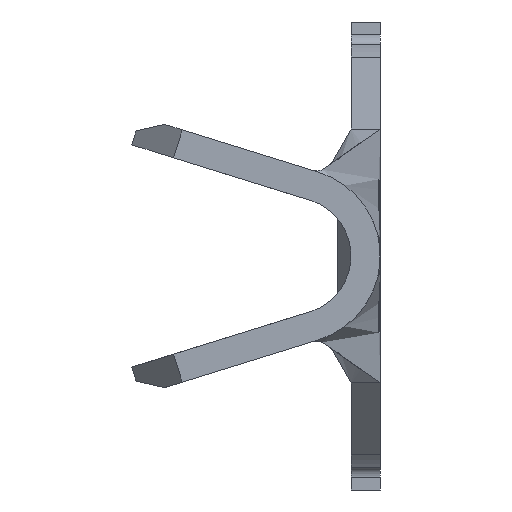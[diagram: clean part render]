
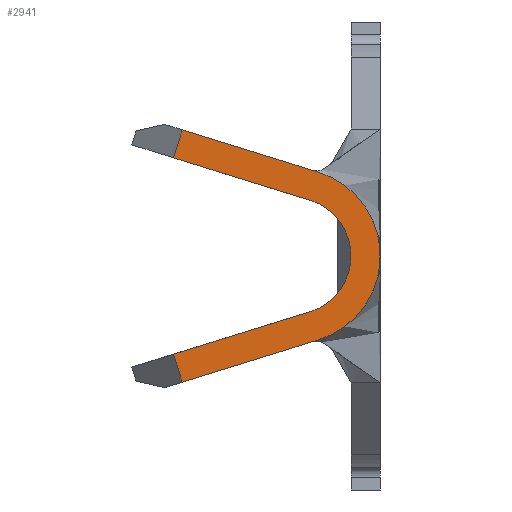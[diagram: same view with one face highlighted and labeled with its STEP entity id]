
A CAD part, left-side view. The second image highlights one B-rep face of the part: STEP entity #2941.
In plain terms, the highlighted planar face has unit normal (-1, 0, 0).
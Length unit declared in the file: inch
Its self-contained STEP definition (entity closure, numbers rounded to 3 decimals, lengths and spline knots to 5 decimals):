
#29 = EDGE_CURVE ( 'NONE', #2088, #202, #4010, .T. ) ;
#63 = EDGE_CURVE ( 'NONE', #3366, #2867, #5195, .T. ) ;
#202 = VERTEX_POINT ( 'NONE', #343 ) ;
#283 = LINE ( 'NONE', #788, #4887 ) ;
#293 = CARTESIAN_POINT ( 'NONE',  ( -0.365, 0.04221, 0.0573 ) ) ;
#340 = ORIENTED_EDGE ( 'NONE', *, *, #5714, .T. ) ;
#343 = CARTESIAN_POINT ( 'NONE',  ( -0.365, 0.14135, 0.06714 ) ) ;
#429 = LINE ( 'NONE', #1191, #2819 ) ;
#451 = AXIS2_PLACEMENT_3D ( 'NONE', #4431, #1761, #4868 ) ;
#471 = ORIENTED_EDGE ( 'NONE', *, *, #63, .F. ) ;
#658 = VERTEX_POINT ( 'NONE', #2451 ) ;
#788 = CARTESIAN_POINT ( 'NONE',  ( -0.365, 0.04814, -0.0382 ) ) ;
#854 = PLANE ( 'NONE',  #451 ) ;
#882 = DIRECTION ( 'NONE',  ( 0., 0.955, -0.297 ) ) ;
#909 = EDGE_CURVE ( 'NONE', #5676, #658, #283, .T. ) ;
#922 = AXIS2_PLACEMENT_3D ( 'NONE', #1911, #5029, #2344 ) ;
#1191 = CARTESIAN_POINT ( 'NONE',  ( -0.365, 0.13838, -0.07669 ) ) ;
#1253 = ORIENTED_EDGE ( 'NONE', *, *, #3585, .F. ) ;
#1280 = CARTESIAN_POINT ( 'NONE',  ( -0.365, 0.04814, 0.0382 ) ) ;
#1391 = ORIENTED_EDGE ( 'NONE', *, *, #1576, .F. ) ;
#1518 = CARTESIAN_POINT ( 'NONE',  ( -0.365, 0.06, 0. ) ) ;
#1530 = ORIENTED_EDGE ( 'NONE', *, *, #3561, .F. ) ;
#1576 = EDGE_CURVE ( 'NONE', #3641, #3366, #4879, .T. ) ;
#1617 = VECTOR ( 'NONE', #3753, 39.37008 ) ;
#1668 = CARTESIAN_POINT ( 'NONE',  ( -0.365, 0.13542, -0.08624 ) ) ;
#1761 = DIRECTION ( 'NONE',  ( 1., 0., 0. ) ) ;
#1911 = CARTESIAN_POINT ( 'NONE',  ( -0.365, 0.06, 0. ) ) ;
#1958 = LINE ( 'NONE', #293, #3137 ) ;
#1963 = DIRECTION ( 'NONE',  ( 0., 0., -1. ) ) ;
#2000 = CARTESIAN_POINT ( 'NONE',  ( -0.365, 0.04221, 0.0573 ) ) ;
#2088 = VERTEX_POINT ( 'NONE', #2254 ) ;
#2254 = CARTESIAN_POINT ( 'NONE',  ( -0.365, 0.13542, 0.08624 ) ) ;
#2344 = DIRECTION ( 'NONE',  ( 0., 0., -1. ) ) ;
#2442 = AXIS2_PLACEMENT_3D ( 'NONE', #1518, #4643, #1963 ) ;
#2451 = CARTESIAN_POINT ( 'NONE',  ( -0.365, 0.04814, -0.0382 ) ) ;
#2496 = CARTESIAN_POINT ( 'NONE',  ( -0.365, 0.14135, -0.06714 ) ) ;
#2516 = FACE_OUTER_BOUND ( 'NONE', #4452, .T. ) ;
#2554 = ORIENTED_EDGE ( 'NONE', *, *, #3802, .F. ) ;
#2601 = ORIENTED_EDGE ( 'NONE', *, *, #29, .T. ) ;
#2797 = CARTESIAN_POINT ( 'NONE',  ( -0.365, 0.04814, 0.0382 ) ) ;
#2807 = VECTOR ( 'NONE', #3570, 39.37008 ) ;
#2819 = VECTOR ( 'NONE', #4312, 39.37008 ) ;
#2867 = VERTEX_POINT ( 'NONE', #1668 ) ;
#2941 = ADVANCED_FACE ( 'NONE', ( #2516 ), #854, .F. ) ;
#2942 = LINE ( 'NONE', #2797, #1617 ) ;
#3137 = VECTOR ( 'NONE', #3889, 39.37008 ) ;
#3220 = ORIENTED_EDGE ( 'NONE', *, *, #909, .F. ) ;
#3366 = VERTEX_POINT ( 'NONE', #5748 ) ;
#3561 = EDGE_CURVE ( 'NONE', #658, #4609, #5309, .T. ) ;
#3570 = DIRECTION ( 'NONE',  ( 0., 0.297, -0.955 ) ) ;
#3585 = EDGE_CURVE ( 'NONE', #4609, #202, #2942, .T. ) ;
#3641 = VERTEX_POINT ( 'NONE', #2000 ) ;
#3753 = DIRECTION ( 'NONE',  ( 0., 0.955, 0.297 ) ) ;
#3802 = EDGE_CURVE ( 'NONE', #2088, #3641, #1958, .T. ) ;
#3876 = VECTOR ( 'NONE', #882, 39.37008 ) ;
#3889 = DIRECTION ( 'NONE',  ( 0., -0.955, -0.297 ) ) ;
#4010 = LINE ( 'NONE', #5345, #2807 ) ;
#4089 = CARTESIAN_POINT ( 'NONE',  ( -0.365, 0.04221, -0.0573 ) ) ;
#4312 = DIRECTION ( 'NONE',  ( 0., -0.297, -0.955 ) ) ;
#4431 = CARTESIAN_POINT ( 'NONE',  ( -0.365, 0.06, 0. ) ) ;
#4452 = EDGE_LOOP ( 'NONE', ( #2554, #2601, #1253, #1530, #3220, #340, #471, #1391 ) ) ;
#4609 = VERTEX_POINT ( 'NONE', #1280 ) ;
#4643 = DIRECTION ( 'NONE',  ( -1., 0., 0. ) ) ;
#4868 = DIRECTION ( 'NONE',  ( 0., 0., -1. ) ) ;
#4879 = CIRCLE ( 'NONE', #922, 0.06 ) ;
#4887 = VECTOR ( 'NONE', #5709, 39.37008 ) ;
#5029 = DIRECTION ( 'NONE',  ( 1., 0., 0. ) ) ;
#5195 = LINE ( 'NONE', #4089, #3876 ) ;
#5309 = CIRCLE ( 'NONE', #2442, 0.04 ) ;
#5345 = CARTESIAN_POINT ( 'NONE',  ( -0.365, 0.14135, 0.06714 ) ) ;
#5676 = VERTEX_POINT ( 'NONE', #2496 ) ;
#5709 = DIRECTION ( 'NONE',  ( 0., -0.955, 0.297 ) ) ;
#5714 = EDGE_CURVE ( 'NONE', #5676, #2867, #429, .T. ) ;
#5748 = CARTESIAN_POINT ( 'NONE',  ( -0.365, 0.04221, -0.0573 ) ) ;
